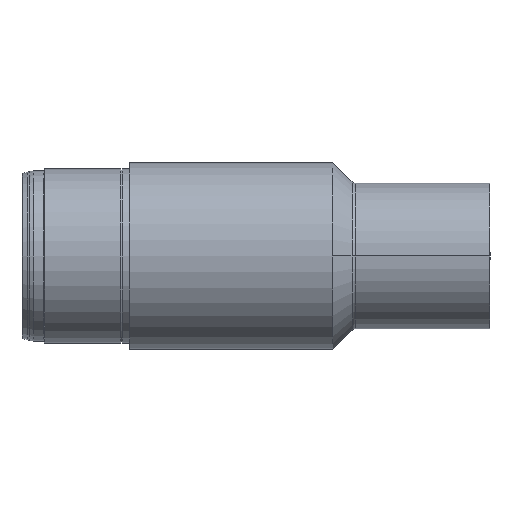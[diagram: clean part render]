
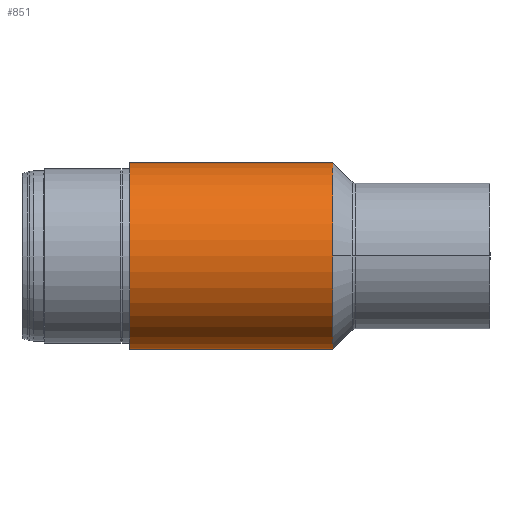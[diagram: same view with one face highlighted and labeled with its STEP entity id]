
A CAD part, front view. The second image highlights one B-rep face of the part: STEP entity #851.
In plain terms, the highlighted cylindrical face has radius 63.818 mm (diameter 127.635 mm), a partial arc.
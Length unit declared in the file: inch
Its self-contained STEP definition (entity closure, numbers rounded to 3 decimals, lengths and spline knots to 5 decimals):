
#47 = VERTEX_POINT ( 'NONE', #304 ) ;
#122 = CARTESIAN_POINT ( 'NONE',  ( 2.895, 0., 2.5125 ) ) ;
#169 = CARTESIAN_POINT ( 'NONE',  ( 8.365, 0., 0. ) ) ;
#180 = ORIENTED_EDGE ( 'NONE', *, *, #709, .T. ) ;
#208 = DIRECTION ( 'NONE',  ( 0., -1., 0. ) ) ;
#223 = DIRECTION ( 'NONE',  ( -1., 0., 0. ) ) ;
#279 = AXIS2_PLACEMENT_3D ( 'NONE', #743, #223, #208 ) ;
#301 = LINE ( 'NONE', #837, #903 ) ;
#304 = CARTESIAN_POINT ( 'NONE',  ( 8.365, 0., -2.5125 ) ) ;
#341 = CARTESIAN_POINT ( 'NONE',  ( 8.365, 0., 2.5125 ) ) ;
#351 = CIRCLE ( 'NONE', #279, 2.5125 ) ;
#365 = CARTESIAN_POINT ( 'NONE',  ( 2.895, 0., -2.5125 ) ) ;
#368 = CARTESIAN_POINT ( 'NONE',  ( 0., 0., -2.5125 ) ) ;
#377 = VERTEX_POINT ( 'NONE', #341 ) ;
#379 = DIRECTION ( 'NONE',  ( 0., 0., 1. ) ) ;
#464 = ORIENTED_EDGE ( 'NONE', *, *, #1303, .F. ) ;
#482 = CARTESIAN_POINT ( 'NONE',  ( 0., 0., 0. ) ) ;
#509 = CIRCLE ( 'NONE', #598, 2.5125 ) ;
#517 = VERTEX_POINT ( 'NONE', #1368 ) ;
#562 = EDGE_CURVE ( 'NONE', #377, #670, #301, .T. ) ;
#565 = LINE ( 'NONE', #368, #979 ) ;
#598 = AXIS2_PLACEMENT_3D ( 'NONE', #1265, #1147, #1251 ) ;
#670 = VERTEX_POINT ( 'NONE', #122 ) ;
#709 = EDGE_CURVE ( 'NONE', #47, #517, #351, .T. ) ;
#743 = CARTESIAN_POINT ( 'NONE',  ( 8.365, 0., 0. ) ) ;
#779 = AXIS2_PLACEMENT_3D ( 'NONE', #169, #1141, #829 ) ;
#799 = AXIS2_PLACEMENT_3D ( 'NONE', #482, #1342, #379 ) ;
#800 = EDGE_LOOP ( 'NONE', ( #1259, #180, #1346, #1146, #464 ) ) ;
#828 = VERTEX_POINT ( 'NONE', #365 ) ;
#829 = DIRECTION ( 'NONE',  ( 0., -1., 0. ) ) ;
#837 = CARTESIAN_POINT ( 'NONE',  ( 0., 0., 2.5125 ) ) ;
#851 = ADVANCED_FACE ( 'NONE', ( #1015 ), #909, .T. ) ;
#903 = VECTOR ( 'NONE', #946, 39.37008 ) ;
#909 = CYLINDRICAL_SURFACE ( 'NONE', #799, 2.5125 ) ;
#938 = EDGE_CURVE ( 'NONE', #517, #377, #1021, .T. ) ;
#946 = DIRECTION ( 'NONE',  ( -1., 0., 0. ) ) ;
#979 = VECTOR ( 'NONE', #1231, 39.37008 ) ;
#1015 = FACE_OUTER_BOUND ( 'NONE', #800, .T. ) ;
#1021 = CIRCLE ( 'NONE', #779, 2.5125 ) ;
#1141 = DIRECTION ( 'NONE',  ( -1., 0., 0. ) ) ;
#1146 = ORIENTED_EDGE ( 'NONE', *, *, #562, .T. ) ;
#1147 = DIRECTION ( 'NONE',  ( -1., 0., 0. ) ) ;
#1223 = EDGE_CURVE ( 'NONE', #47, #828, #565, .T. ) ;
#1231 = DIRECTION ( 'NONE',  ( -1., 0., 0. ) ) ;
#1251 = DIRECTION ( 'NONE',  ( 0., 0., -1. ) ) ;
#1259 = ORIENTED_EDGE ( 'NONE', *, *, #1223, .F. ) ;
#1265 = CARTESIAN_POINT ( 'NONE',  ( 2.895, 0., 0. ) ) ;
#1303 = EDGE_CURVE ( 'NONE', #828, #670, #509, .T. ) ;
#1342 = DIRECTION ( 'NONE',  ( -1., 0., 0. ) ) ;
#1346 = ORIENTED_EDGE ( 'NONE', *, *, #938, .T. ) ;
#1368 = CARTESIAN_POINT ( 'NONE',  ( 8.365, -2.5125, 0. ) ) ;
